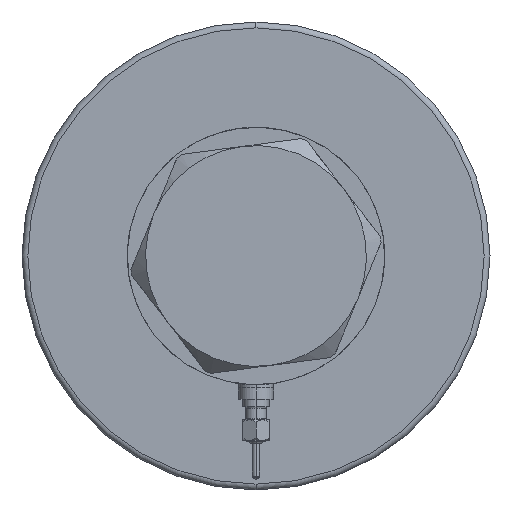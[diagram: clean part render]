
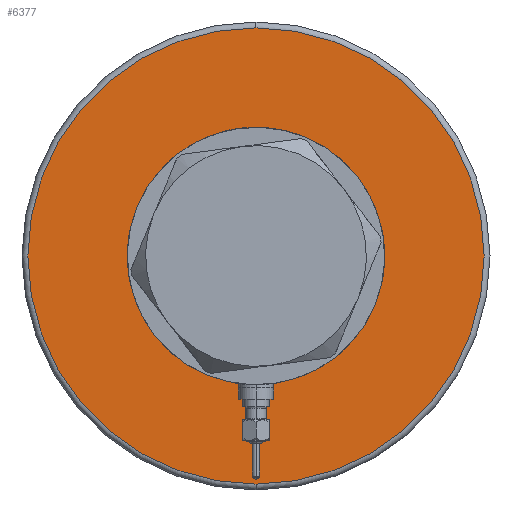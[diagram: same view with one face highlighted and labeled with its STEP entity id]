
A CAD part, left-side view. The second image highlights one B-rep face of the part: STEP entity #6377.
In plain terms, the highlighted face is planar.
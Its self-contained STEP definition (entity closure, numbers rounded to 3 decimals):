
#291 = DIRECTION ( 'NONE',  ( 0., 0., 1. ) ) ;
#440 = EDGE_CURVE ( 'NONE', #1011, #1095, #6508, .T. ) ;
#472 = DIRECTION ( 'NONE',  ( 1., 0., 0. ) ) ;
#489 = ORIENTED_EDGE ( 'NONE', *, *, #6636, .T. ) ;
#516 = EDGE_CURVE ( 'NONE', #4357, #4591, #5958, .T. ) ;
#677 = EDGE_LOOP ( 'NONE', ( #489, #3804 ) ) ;
#689 = AXIS2_PLACEMENT_3D ( 'NONE', #4711, #4113, #472 ) ;
#998 = FACE_OUTER_BOUND ( 'NONE', #677, .T. ) ;
#1011 = VERTEX_POINT ( 'NONE', #1172 ) ;
#1091 = CARTESIAN_POINT ( 'NONE',  ( -37.5, 0., 0. ) ) ;
#1095 = VERTEX_POINT ( 'NONE', #1876 ) ;
#1136 = AXIS2_PLACEMENT_3D ( 'NONE', #3426, #291, #3565 ) ;
#1172 = CARTESIAN_POINT ( 'NONE',  ( -78., 0., 0. ) ) ;
#1219 = CARTESIAN_POINT ( 'NONE',  ( 0., 0., 0. ) ) ;
#1370 = AXIS2_PLACEMENT_3D ( 'NONE', #1219, #3919, #6764 ) ;
#1482 = CIRCLE ( 'NONE', #1370, 78. ) ;
#1876 = CARTESIAN_POINT ( 'NONE',  ( 78., 0., 0. ) ) ;
#2043 = AXIS2_PLACEMENT_3D ( 'NONE', #3975, #5157, #3451 ) ;
#2402 = ORIENTED_EDGE ( 'NONE', *, *, #5595, .T. ) ;
#2671 = CARTESIAN_POINT ( 'NONE',  ( 0., 0., 0. ) ) ;
#2698 = AXIS2_PLACEMENT_3D ( 'NONE', #2671, #3070, #6838 ) ;
#3070 = DIRECTION ( 'NONE',  ( 0., 0., 1. ) ) ;
#3426 = CARTESIAN_POINT ( 'NONE',  ( 0., 0., 0. ) ) ;
#3451 = DIRECTION ( 'NONE',  ( 1., 0., 0. ) ) ;
#3565 = DIRECTION ( 'NONE',  ( 1., 0., 0. ) ) ;
#3804 = ORIENTED_EDGE ( 'NONE', *, *, #440, .T. ) ;
#3919 = DIRECTION ( 'NONE',  ( 0., 0., -1. ) ) ;
#3975 = CARTESIAN_POINT ( 'NONE',  ( 0., 0., 0. ) ) ;
#4113 = DIRECTION ( 'NONE',  ( 0., 0., -1. ) ) ;
#4165 = CARTESIAN_POINT ( 'NONE',  ( 37.5, 0., 0. ) ) ;
#4357 = VERTEX_POINT ( 'NONE', #1091 ) ;
#4591 = VERTEX_POINT ( 'NONE', #4165 ) ;
#4666 = EDGE_LOOP ( 'NONE', ( #2402, #6822 ) ) ;
#4711 = CARTESIAN_POINT ( 'NONE',  ( 0., 0., 0. ) ) ;
#4807 = FACE_BOUND ( 'NONE', #4666, .T. ) ;
#5157 = DIRECTION ( 'NONE',  ( 0., 0., 1. ) ) ;
#5595 = EDGE_CURVE ( 'NONE', #4591, #4357, #6421, .T. ) ;
#5958 = CIRCLE ( 'NONE', #1136, 37.5 ) ;
#6307 = PLANE ( 'NONE',  #2698 ) ;
#6377 = ADVANCED_FACE ( 'NONE', ( #998, #4807 ), #6307, .F. ) ;
#6421 = CIRCLE ( 'NONE', #2043, 37.5 ) ;
#6508 = CIRCLE ( 'NONE', #689, 78. ) ;
#6636 = EDGE_CURVE ( 'NONE', #1095, #1011, #1482, .T. ) ;
#6764 = DIRECTION ( 'NONE',  ( 1., 0., 0. ) ) ;
#6822 = ORIENTED_EDGE ( 'NONE', *, *, #516, .T. ) ;
#6838 = DIRECTION ( 'NONE',  ( 1., 0., 0. ) ) ;
